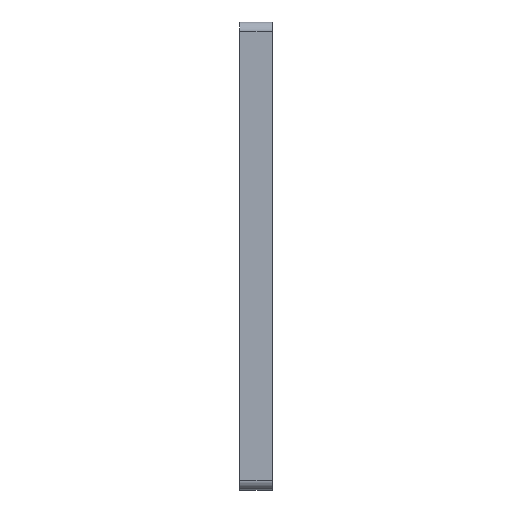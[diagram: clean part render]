
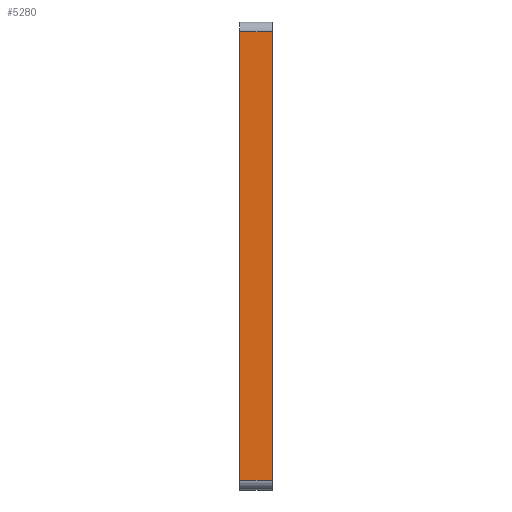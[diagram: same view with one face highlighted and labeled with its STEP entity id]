
A CAD part, left-side view. The second image highlights one B-rep face of the part: STEP entity #5280.
In plain terms, the highlighted planar face has unit normal (-1, 0, 0).
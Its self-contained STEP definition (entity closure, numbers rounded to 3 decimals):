
#115 = VERTEX_POINT ( 'NONE', #3928 ) ;
#251 = EDGE_CURVE ( 'NONE', #115, #4059, #5075, .T. ) ;
#485 = CARTESIAN_POINT ( 'NONE',  ( 0., 10., -3. ) ) ;
#567 = ORIENTED_EDGE ( 'NONE', *, *, #251, .T. ) ;
#702 = CARTESIAN_POINT ( 'NONE',  ( 0., 0., 0. ) ) ;
#898 = LINE ( 'NONE', #2566, #5171 ) ;
#962 = DIRECTION ( 'NONE',  ( 0., 0., 1. ) ) ;
#1110 = CARTESIAN_POINT ( 'NONE',  ( 0., 10., -139. ) ) ;
#1412 = CARTESIAN_POINT ( 'NONE',  ( 0., 10., 0. ) ) ;
#1502 = AXIS2_PLACEMENT_3D ( 'NONE', #1660, #1516, #4895 ) ;
#1516 = DIRECTION ( 'NONE',  ( 1., 0., 0. ) ) ;
#1548 = CARTESIAN_POINT ( 'NONE',  ( 0., 10., -3. ) ) ;
#1660 = CARTESIAN_POINT ( 'NONE',  ( 0., 10., 0. ) ) ;
#1733 = VERTEX_POINT ( 'NONE', #1548 ) ;
#2503 = EDGE_LOOP ( 'NONE', ( #4855, #6790, #567, #5226 ) ) ;
#2566 = CARTESIAN_POINT ( 'NONE',  ( 0., 10., -139. ) ) ;
#2771 = PLANE ( 'NONE',  #1502 ) ;
#2787 = LINE ( 'NONE', #485, #5772 ) ;
#3012 = VERTEX_POINT ( 'NONE', #1110 ) ;
#3160 = LINE ( 'NONE', #1412, #3764 ) ;
#3582 = EDGE_CURVE ( 'NONE', #3012, #115, #898, .T. ) ;
#3764 = VECTOR ( 'NONE', #962, 1000. ) ;
#3928 = CARTESIAN_POINT ( 'NONE',  ( 0., 0., -139. ) ) ;
#4059 = VERTEX_POINT ( 'NONE', #6904 ) ;
#4496 = DIRECTION ( 'NONE',  ( 0., 1., 0. ) ) ;
#4535 = EDGE_CURVE ( 'NONE', #4059, #1733, #2787, .T. ) ;
#4855 = ORIENTED_EDGE ( 'NONE', *, *, #6035, .F. ) ;
#4895 = DIRECTION ( 'NONE',  ( 0., 0., -1. ) ) ;
#5075 = LINE ( 'NONE', #702, #5591 ) ;
#5171 = VECTOR ( 'NONE', #5841, 1000. ) ;
#5226 = ORIENTED_EDGE ( 'NONE', *, *, #4535, .T. ) ;
#5280 = ADVANCED_FACE ( 'NONE', ( #5493 ), #2771, .F. ) ;
#5493 = FACE_OUTER_BOUND ( 'NONE', #2503, .T. ) ;
#5591 = VECTOR ( 'NONE', #5752, 1000. ) ;
#5752 = DIRECTION ( 'NONE',  ( 0., 0., 1. ) ) ;
#5772 = VECTOR ( 'NONE', #4496, 1000. ) ;
#5841 = DIRECTION ( 'NONE',  ( 0., -1., 0. ) ) ;
#6035 = EDGE_CURVE ( 'NONE', #3012, #1733, #3160, .T. ) ;
#6790 = ORIENTED_EDGE ( 'NONE', *, *, #3582, .T. ) ;
#6904 = CARTESIAN_POINT ( 'NONE',  ( 0., 0., -3. ) ) ;
